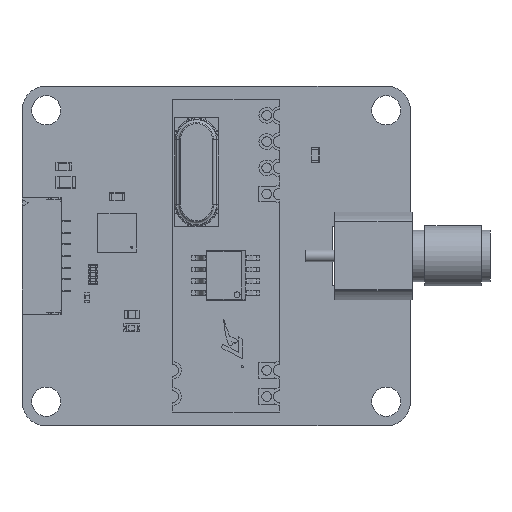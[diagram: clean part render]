
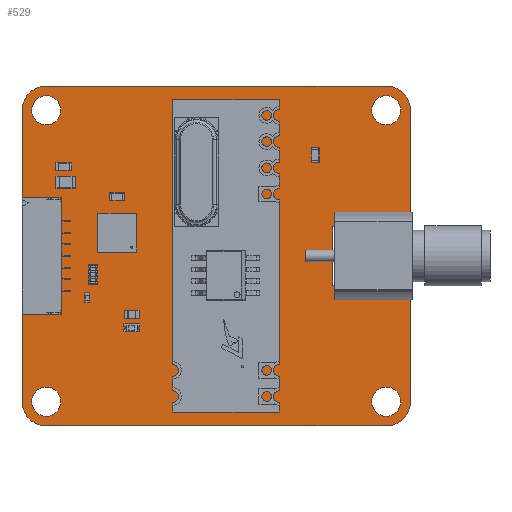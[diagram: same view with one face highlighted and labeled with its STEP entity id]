
A CAD part, top view. The second image highlights one B-rep face of the part: STEP entity #529.
In plain terms, the highlighted planar face has unit normal (0, 0, 1).
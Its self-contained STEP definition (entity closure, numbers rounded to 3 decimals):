
#22 = VERTEX_POINT('',#23);
#23 = CARTESIAN_POINT('',(17.5,-17.5,0.));
#41 = VERTEX_POINT('',#42);
#42 = CARTESIAN_POINT('',(20.,-15.,0.));
#48 = EDGE_CURVE('',#22,#41,#49,.T.);
#49 = CIRCLE('',#50,2.5);
#50 = AXIS2_PLACEMENT_3D('',#51,#52,#53);
#51 = CARTESIAN_POINT('',(17.5,-15.,0.));
#52 = DIRECTION('',(0.,0.,1.));
#53 = DIRECTION('',(0.,-1.,0.));
#64 = VERTEX_POINT('',#65);
#65 = CARTESIAN_POINT('',(-17.5,-17.5,0.));
#80 = EDGE_CURVE('',#64,#22,#81,.T.);
#81 = LINE('',#82,#83);
#82 = CARTESIAN_POINT('',(-17.5,-17.5,0.));
#83 = VECTOR('',#84,1.);
#84 = DIRECTION('',(1.,0.,0.));
#95 = VERTEX_POINT('',#96);
#96 = CARTESIAN_POINT('',(20.,-3.,0.));
#111 = EDGE_CURVE('',#95,#41,#112,.T.);
#112 = LINE('',#113,#114);
#113 = CARTESIAN_POINT('',(20.,-3.,0.));
#114 = VECTOR('',#115,1.);
#115 = DIRECTION('',(0.,-1.,0.));
#126 = VERTEX_POINT('',#127);
#127 = CARTESIAN_POINT('',(-20.,-15.,0.));
#143 = EDGE_CURVE('',#126,#64,#144,.T.);
#144 = CIRCLE('',#145,2.5);
#145 = AXIS2_PLACEMENT_3D('',#146,#147,#148);
#146 = CARTESIAN_POINT('',(-17.5,-15.,0.));
#147 = DIRECTION('',(0.,0.,1.));
#148 = DIRECTION('',(-1.,0.,0.));
#159 = VERTEX_POINT('',#160);
#160 = CARTESIAN_POINT('',(12.,-3.,0.));
#175 = EDGE_CURVE('',#159,#95,#176,.T.);
#176 = LINE('',#177,#178);
#177 = CARTESIAN_POINT('',(12.,-3.,0.));
#178 = VECTOR('',#179,1.);
#179 = DIRECTION('',(1.,0.,0.));
#190 = VERTEX_POINT('',#191);
#191 = CARTESIAN_POINT('',(-20.,15.,0.));
#206 = EDGE_CURVE('',#190,#126,#207,.T.);
#207 = LINE('',#208,#209);
#208 = CARTESIAN_POINT('',(-20.,15.,0.));
#209 = VECTOR('',#210,1.);
#210 = DIRECTION('',(0.,-1.,0.));
#221 = VERTEX_POINT('',#222);
#222 = CARTESIAN_POINT('',(12.,3.,0.));
#237 = EDGE_CURVE('',#221,#159,#238,.T.);
#238 = LINE('',#239,#240);
#239 = CARTESIAN_POINT('',(12.,3.,0.));
#240 = VECTOR('',#241,1.);
#241 = DIRECTION('',(0.,-1.,0.));
#252 = VERTEX_POINT('',#253);
#253 = CARTESIAN_POINT('',(-17.5,17.5,0.));
#269 = EDGE_CURVE('',#252,#190,#270,.T.);
#270 = CIRCLE('',#271,2.5);
#271 = AXIS2_PLACEMENT_3D('',#272,#273,#274);
#272 = CARTESIAN_POINT('',(-17.5,15.,0.));
#273 = DIRECTION('',(0.,-0.,1.));
#274 = DIRECTION('',(0.,1.,0.));
#294 = VERTEX_POINT('',#295);
#295 = CARTESIAN_POINT('',(20.,3.,0.));
#301 = EDGE_CURVE('',#221,#294,#302,.T.);
#302 = LINE('',#303,#304);
#303 = CARTESIAN_POINT('',(12.,3.,0.));
#304 = VECTOR('',#305,1.);
#305 = DIRECTION('',(1.,0.,0.));
#316 = VERTEX_POINT('',#317);
#317 = CARTESIAN_POINT('',(17.5,17.5,0.));
#332 = EDGE_CURVE('',#316,#252,#333,.T.);
#333 = LINE('',#334,#335);
#334 = CARTESIAN_POINT('',(17.5,17.5,0.));
#335 = VECTOR('',#336,1.);
#336 = DIRECTION('',(-1.,0.,0.));
#356 = VERTEX_POINT('',#357);
#357 = CARTESIAN_POINT('',(20.,15.,0.));
#363 = EDGE_CURVE('',#294,#356,#364,.T.);
#364 = LINE('',#365,#366);
#365 = CARTESIAN_POINT('',(20.,3.,0.));
#366 = VECTOR('',#367,1.);
#367 = DIRECTION('',(0.,1.,0.));
#386 = EDGE_CURVE('',#356,#316,#387,.T.);
#387 = CIRCLE('',#388,2.5);
#388 = AXIS2_PLACEMENT_3D('',#389,#390,#391);
#389 = CARTESIAN_POINT('',(17.5,15.,0.));
#390 = DIRECTION('',(-0.,0.,1.));
#391 = DIRECTION('',(1.,0.,0.));
#402 = VERTEX_POINT('',#403);
#403 = CARTESIAN_POINT('',(19.,15.,0.));
#419 = EDGE_CURVE('',#402,#402,#420,.T.);
#420 = CIRCLE('',#421,1.5);
#421 = AXIS2_PLACEMENT_3D('',#422,#423,#424);
#422 = CARTESIAN_POINT('',(17.5,15.,0.));
#423 = DIRECTION('',(0.,0.,1.));
#424 = DIRECTION('',(1.,0.,0.));
#435 = VERTEX_POINT('',#436);
#436 = CARTESIAN_POINT('',(19.,-15.,0.));
#452 = EDGE_CURVE('',#435,#435,#453,.T.);
#453 = CIRCLE('',#454,1.5);
#454 = AXIS2_PLACEMENT_3D('',#455,#456,#457);
#455 = CARTESIAN_POINT('',(17.5,-15.,0.));
#456 = DIRECTION('',(0.,0.,1.));
#457 = DIRECTION('',(1.,0.,0.));
#468 = VERTEX_POINT('',#469);
#469 = CARTESIAN_POINT('',(-16.,15.,0.));
#485 = EDGE_CURVE('',#468,#468,#486,.T.);
#486 = CIRCLE('',#487,1.5);
#487 = AXIS2_PLACEMENT_3D('',#488,#489,#490);
#488 = CARTESIAN_POINT('',(-17.5,15.,0.));
#489 = DIRECTION('',(0.,0.,1.));
#490 = DIRECTION('',(1.,0.,0.));
#501 = VERTEX_POINT('',#502);
#502 = CARTESIAN_POINT('',(-16.,-15.,0.));
#518 = EDGE_CURVE('',#501,#501,#519,.T.);
#519 = CIRCLE('',#520,1.5);
#520 = AXIS2_PLACEMENT_3D('',#521,#522,#523);
#521 = CARTESIAN_POINT('',(-17.5,-15.,0.));
#522 = DIRECTION('',(0.,0.,1.));
#523 = DIRECTION('',(1.,0.,0.));
#529 = ADVANCED_FACE('',(#530,#544,#547,#550,#553),#556,.F.);
#530 = FACE_BOUND('',#531,.F.);
#531 = EDGE_LOOP('',(#532,#533,#534,#535,#536,#537,#538,#539,#540,#541,
    #542,#543));
#532 = ORIENTED_EDGE('',*,*,#48,.F.);
#533 = ORIENTED_EDGE('',*,*,#80,.F.);
#534 = ORIENTED_EDGE('',*,*,#143,.F.);
#535 = ORIENTED_EDGE('',*,*,#206,.F.);
#536 = ORIENTED_EDGE('',*,*,#269,.F.);
#537 = ORIENTED_EDGE('',*,*,#332,.F.);
#538 = ORIENTED_EDGE('',*,*,#386,.F.);
#539 = ORIENTED_EDGE('',*,*,#363,.F.);
#540 = ORIENTED_EDGE('',*,*,#301,.F.);
#541 = ORIENTED_EDGE('',*,*,#237,.T.);
#542 = ORIENTED_EDGE('',*,*,#175,.T.);
#543 = ORIENTED_EDGE('',*,*,#111,.T.);
#544 = FACE_BOUND('',#545,.F.);
#545 = EDGE_LOOP('',(#546));
#546 = ORIENTED_EDGE('',*,*,#419,.T.);
#547 = FACE_BOUND('',#548,.F.);
#548 = EDGE_LOOP('',(#549));
#549 = ORIENTED_EDGE('',*,*,#452,.T.);
#550 = FACE_BOUND('',#551,.F.);
#551 = EDGE_LOOP('',(#552));
#552 = ORIENTED_EDGE('',*,*,#485,.T.);
#553 = FACE_BOUND('',#554,.F.);
#554 = EDGE_LOOP('',(#555));
#555 = ORIENTED_EDGE('',*,*,#518,.T.);
#556 = PLANE('',#557);
#557 = AXIS2_PLACEMENT_3D('',#558,#559,#560);
#558 = CARTESIAN_POINT('',(17.5,-17.5,0.));
#559 = DIRECTION('',(0.,0.,-1.));
#560 = DIRECTION('',(-1.,0.,0.));
